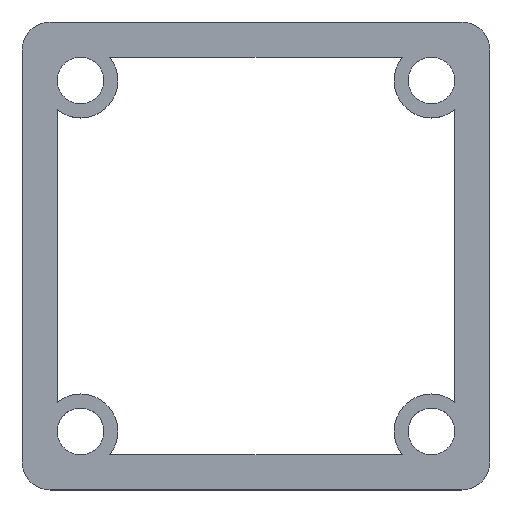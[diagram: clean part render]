
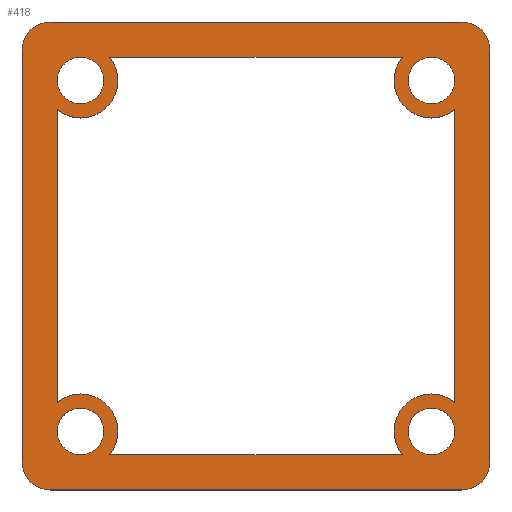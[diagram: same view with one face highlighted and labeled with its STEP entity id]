
A CAD part, top view. The second image highlights one B-rep face of the part: STEP entity #418.
In plain terms, the highlighted planar face has unit normal (0, 0, 1).
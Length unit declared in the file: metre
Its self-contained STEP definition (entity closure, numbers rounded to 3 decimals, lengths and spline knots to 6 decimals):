
#13=CIRCLE('',#443,0.004);
#15=CIRCLE('',#447,0.004);
#17=CIRCLE('',#451,0.004);
#18=CIRCLE('',#454,0.0025);
#20=CIRCLE('',#457,0.0025);
#22=CIRCLE('',#460,0.0025);
#24=CIRCLE('',#463,0.0025);
#27=CIRCLE('',#467,0.004);
#28=CIRCLE('',#470,0.003);
#29=CIRCLE('',#471,0.003);
#30=CIRCLE('',#472,0.003);
#31=CIRCLE('',#473,0.003);
#104=ORIENTED_EDGE('',*,*,#174,.F.);
#105=ORIENTED_EDGE('',*,*,#178,.T.);
#106=ORIENTED_EDGE('',*,*,#181,.F.);
#107=ORIENTED_EDGE('',*,*,#184,.T.);
#108=ORIENTED_EDGE('',*,*,#187,.F.);
#109=ORIENTED_EDGE('',*,*,#190,.T.);
#110=ORIENTED_EDGE('',*,*,#193,.F.);
#111=ORIENTED_EDGE('',*,*,#203,.T.);
#112=ORIENTED_EDGE('',*,*,#200,.F.);
#113=ORIENTED_EDGE('',*,*,#198,.F.);
#114=ORIENTED_EDGE('',*,*,#196,.F.);
#115=ORIENTED_EDGE('',*,*,#194,.F.);
#116=ORIENTED_EDGE('',*,*,#166,.T.);
#117=ORIENTED_EDGE('',*,*,#208,.T.);
#118=ORIENTED_EDGE('',*,*,#168,.T.);
#119=ORIENTED_EDGE('',*,*,#209,.T.);
#120=ORIENTED_EDGE('',*,*,#204,.F.);
#121=ORIENTED_EDGE('',*,*,#210,.T.);
#122=ORIENTED_EDGE('',*,*,#160,.F.);
#123=ORIENTED_EDGE('',*,*,#211,.T.);
#160=EDGE_CURVE('',#216,#217,#256,.T.);
#166=EDGE_CURVE('',#223,#222,#262,.T.);
#168=EDGE_CURVE('',#224,#225,#264,.T.);
#174=EDGE_CURVE('',#230,#231,#270,.T.);
#178=EDGE_CURVE('',#230,#233,#13,.T.);
#181=EDGE_CURVE('',#235,#233,#275,.T.);
#184=EDGE_CURVE('',#235,#237,#15,.T.);
#187=EDGE_CURVE('',#239,#237,#279,.T.);
#190=EDGE_CURVE('',#239,#241,#17,.T.);
#193=EDGE_CURVE('',#243,#241,#283,.T.);
#194=EDGE_CURVE('',#244,#244,#18,.T.);
#196=EDGE_CURVE('',#246,#246,#20,.T.);
#198=EDGE_CURVE('',#248,#248,#22,.T.);
#200=EDGE_CURVE('',#250,#250,#24,.T.);
#203=EDGE_CURVE('',#243,#231,#27,.T.);
#204=EDGE_CURVE('',#252,#253,#284,.T.);
#208=EDGE_CURVE('',#222,#224,#28,.T.);
#209=EDGE_CURVE('',#225,#253,#29,.T.);
#210=EDGE_CURVE('',#252,#217,#30,.T.);
#211=EDGE_CURVE('',#216,#223,#31,.T.);
#216=VERTEX_POINT('',#612);
#217=VERTEX_POINT('',#613);
#222=VERTEX_POINT('',#624);
#223=VERTEX_POINT('',#626);
#224=VERTEX_POINT('',#630);
#225=VERTEX_POINT('',#631);
#230=VERTEX_POINT('',#642);
#231=VERTEX_POINT('',#644);
#233=VERTEX_POINT('',#650);
#235=VERTEX_POINT('',#656);
#237=VERTEX_POINT('',#662);
#239=VERTEX_POINT('',#668);
#241=VERTEX_POINT('',#674);
#243=VERTEX_POINT('',#680);
#244=VERTEX_POINT('',#684);
#246=VERTEX_POINT('',#689);
#248=VERTEX_POINT('',#694);
#250=VERTEX_POINT('',#699);
#252=VERTEX_POINT('',#707);
#253=VERTEX_POINT('',#708);
#256=LINE('',#611,#288);
#262=LINE('',#625,#294);
#264=LINE('',#629,#296);
#270=LINE('',#643,#302);
#275=LINE('',#657,#307);
#279=LINE('',#669,#311);
#283=LINE('',#681,#315);
#284=LINE('',#706,#316);
#288=VECTOR('',#487,1.);
#294=VECTOR('',#495,1.);
#296=VECTOR('',#499,1.);
#302=VECTOR('',#507,1.);
#307=VECTOR('',#520,1.);
#311=VECTOR('',#532,1.);
#315=VECTOR('',#544,1.);
#316=VECTOR('',#577,1.);
#340=EDGE_LOOP('',(#104,#105,#106,#107,#108,#109,#110,#111));
#341=EDGE_LOOP('',(#112));
#342=EDGE_LOOP('',(#113));
#343=EDGE_LOOP('',(#114));
#344=EDGE_LOOP('',(#115));
#345=EDGE_LOOP('',(#116,#117,#118,#119,#120,#121,#122,#123));
#376=FACE_BOUND('',#340,.T.);
#377=FACE_BOUND('',#341,.T.);
#378=FACE_BOUND('',#342,.T.);
#379=FACE_BOUND('',#343,.T.);
#380=FACE_BOUND('',#344,.T.);
#381=FACE_BOUND('',#345,.T.);
#400=PLANE('',#469);
#418=ADVANCED_FACE('',(#376,#377,#378,#379,#380,#381),#400,.T.);
#443=AXIS2_PLACEMENT_3D('',#651,#514,#515);
#447=AXIS2_PLACEMENT_3D('',#663,#526,#527);
#451=AXIS2_PLACEMENT_3D('',#675,#538,#539);
#454=AXIS2_PLACEMENT_3D('',#683,#547,#548);
#457=AXIS2_PLACEMENT_3D('',#688,#553,#554);
#460=AXIS2_PLACEMENT_3D('',#693,#559,#560);
#463=AXIS2_PLACEMENT_3D('',#698,#565,#566);
#467=AXIS2_PLACEMENT_3D('',#704,#573,#574);
#469=AXIS2_PLACEMENT_3D('',#714,#581,#582);
#470=AXIS2_PLACEMENT_3D('',#715,#583,#584);
#471=AXIS2_PLACEMENT_3D('',#716,#585,#586);
#472=AXIS2_PLACEMENT_3D('',#717,#587,#588);
#473=AXIS2_PLACEMENT_3D('',#718,#589,#590);
#487=DIRECTION('',(1.,0.,0.));
#495=DIRECTION('',(0.,-1.,0.));
#499=DIRECTION('',(1.,0.,0.));
#507=DIRECTION('',(0.,-1.,0.));
#514=DIRECTION('',(0.,0.,1.));
#515=DIRECTION('',(1.,0.,0.));
#520=DIRECTION('',(-1.,0.,0.));
#526=DIRECTION('',(0.,0.,1.));
#527=DIRECTION('',(1.,0.,0.));
#532=DIRECTION('',(0.,1.,0.));
#538=DIRECTION('',(0.,0.,1.));
#539=DIRECTION('',(1.,0.,0.));
#544=DIRECTION('',(1.,0.,0.));
#547=DIRECTION('',(0.,0.,1.));
#548=DIRECTION('',(1.,0.,0.));
#553=DIRECTION('',(0.,0.,1.));
#554=DIRECTION('',(1.,0.,0.));
#559=DIRECTION('',(0.,0.,1.));
#560=DIRECTION('',(1.,0.,0.));
#565=DIRECTION('',(0.,0.,1.));
#566=DIRECTION('',(1.,0.,0.));
#573=DIRECTION('',(0.,0.,1.));
#574=DIRECTION('',(1.,0.,0.));
#577=DIRECTION('',(0.,-1.,0.));
#581=DIRECTION('',(0.,0.,1.));
#582=DIRECTION('',(1.,0.,0.));
#583=DIRECTION('',(0.,0.,1.));
#584=DIRECTION('',(1.,0.,0.));
#585=DIRECTION('',(0.,0.,1.));
#586=DIRECTION('',(1.,0.,0.));
#587=DIRECTION('',(0.,0.,1.));
#588=DIRECTION('',(1.,0.,0.));
#589=DIRECTION('',(0.,0.,1.));
#590=DIRECTION('',(1.,0.,0.));
#611=CARTESIAN_POINT('',(0.,0.025,0.005));
#612=CARTESIAN_POINT('',(-0.022,0.025,0.005));
#613=CARTESIAN_POINT('',(0.022,0.025,0.005));
#624=CARTESIAN_POINT('',(-0.025,-0.022,0.005));
#625=CARTESIAN_POINT('',(-0.025,0.,0.005));
#626=CARTESIAN_POINT('',(-0.025,0.022,0.005));
#629=CARTESIAN_POINT('',(0.,-0.025,0.005));
#630=CARTESIAN_POINT('',(-0.022,-0.025,0.005));
#631=CARTESIAN_POINT('',(0.022,-0.025,0.005));
#642=CARTESIAN_POINT('',(-0.02125,0.015628,0.005));
#643=CARTESIAN_POINT('',(-0.02125,0.,0.005));
#644=CARTESIAN_POINT('',(-0.02125,-0.015628,0.005));
#650=CARTESIAN_POINT('',(-0.015628,0.02125,0.005));
#651=CARTESIAN_POINT('',(-0.01875,0.01875,0.005));
#656=CARTESIAN_POINT('',(0.015628,0.02125,0.005));
#657=CARTESIAN_POINT('',(0.,0.02125,0.005));
#662=CARTESIAN_POINT('',(0.02125,0.015628,0.005));
#663=CARTESIAN_POINT('',(0.01875,0.01875,0.005));
#668=CARTESIAN_POINT('',(0.02125,-0.015628,0.005));
#669=CARTESIAN_POINT('',(0.02125,0.,0.005));
#674=CARTESIAN_POINT('',(0.015628,-0.02125,0.005));
#675=CARTESIAN_POINT('',(0.01875,-0.01875,0.005));
#680=CARTESIAN_POINT('',(-0.015628,-0.02125,0.005));
#681=CARTESIAN_POINT('',(0.,-0.02125,0.005));
#683=CARTESIAN_POINT('',(-0.01875,-0.01875,0.005));
#684=CARTESIAN_POINT('',(-0.01625,-0.01875,0.005));
#688=CARTESIAN_POINT('',(0.01875,-0.01875,0.005));
#689=CARTESIAN_POINT('',(0.02125,-0.01875,0.005));
#693=CARTESIAN_POINT('',(0.01875,0.01875,0.005));
#694=CARTESIAN_POINT('',(0.02125,0.01875,0.005));
#698=CARTESIAN_POINT('',(-0.01875,0.01875,0.005));
#699=CARTESIAN_POINT('',(-0.01625,0.01875,0.005));
#704=CARTESIAN_POINT('',(-0.01875,-0.01875,0.005));
#706=CARTESIAN_POINT('',(0.025,0.,0.005));
#707=CARTESIAN_POINT('',(0.025,0.022,0.005));
#708=CARTESIAN_POINT('',(0.025,-0.022,0.005));
#714=CARTESIAN_POINT('',(0.,0.,0.005));
#715=CARTESIAN_POINT('',(-0.022,-0.022,0.005));
#716=CARTESIAN_POINT('',(0.022,-0.022,0.005));
#717=CARTESIAN_POINT('',(0.022,0.022,0.005));
#718=CARTESIAN_POINT('',(-0.022,0.022,0.005));
